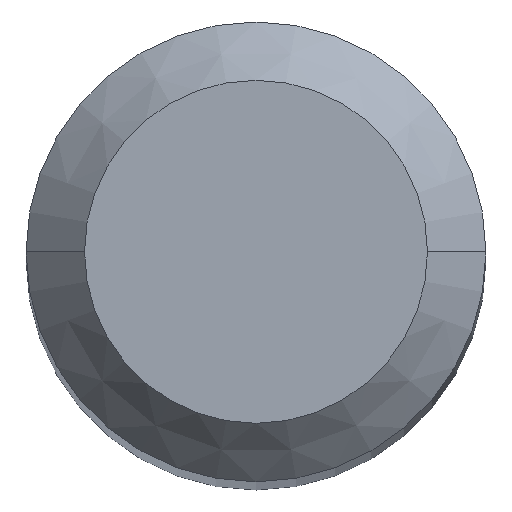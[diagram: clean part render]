
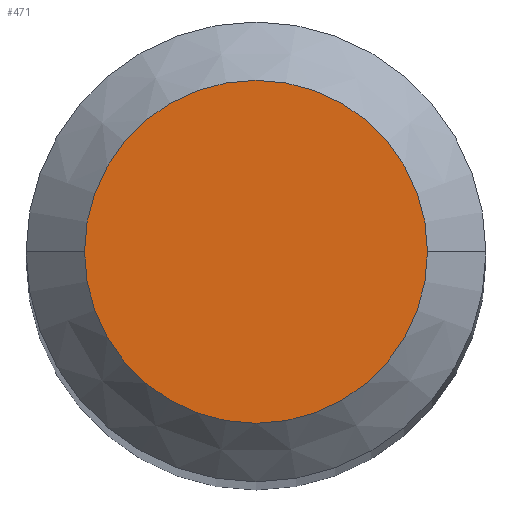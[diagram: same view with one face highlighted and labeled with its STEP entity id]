
A CAD part, top view. The second image highlights one B-rep face of the part: STEP entity #471.
In plain terms, the highlighted planar face has unit normal (0, 0, 1).
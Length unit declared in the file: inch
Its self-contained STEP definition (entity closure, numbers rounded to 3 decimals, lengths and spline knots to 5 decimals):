
#22 = CARTESIAN_POINT ( 'NONE',  ( 0., 0., 1.49606 ) ) ;
#69 = AXIS2_PLACEMENT_3D ( 'NONE', #639, #966, #469 ) ;
#145 = AXIS2_PLACEMENT_3D ( 'NONE', #22, #340, #358 ) ;
#157 = DIRECTION ( 'NONE',  ( 0., 0., 1. ) ) ;
#209 = ORIENTED_EDGE ( 'NONE', *, *, #286, .T. ) ;
#236 = CIRCLE ( 'NONE', #69, 0.04405 ) ;
#257 = PLANE ( 'NONE',  #145 ) ;
#286 = EDGE_CURVE ( 'NONE', #547, #377, #236, .T. ) ;
#338 = EDGE_LOOP ( 'NONE', ( #209, #973 ) ) ;
#340 = DIRECTION ( 'NONE',  ( 0., 0., 1. ) ) ;
#358 = DIRECTION ( 'NONE',  ( 1., 0., 0. ) ) ;
#377 = VERTEX_POINT ( 'NONE', #795 ) ;
#469 = DIRECTION ( 'NONE',  ( 1., 0., 0. ) ) ;
#471 = ADVANCED_FACE ( 'NONE', ( #642 ), #257, .T. ) ;
#542 = CARTESIAN_POINT ( 'NONE',  ( 0., 0., 1.49606 ) ) ;
#547 = VERTEX_POINT ( 'NONE', #969 ) ;
#564 = DIRECTION ( 'NONE',  ( 1., 0., 0. ) ) ;
#567 = CIRCLE ( 'NONE', #861, 0.04405 ) ;
#639 = CARTESIAN_POINT ( 'NONE',  ( 0., 0., 1.49606 ) ) ;
#642 = FACE_OUTER_BOUND ( 'NONE', #338, .T. ) ;
#795 = CARTESIAN_POINT ( 'NONE',  ( 0.04405, 0., 1.49606 ) ) ;
#840 = EDGE_CURVE ( 'NONE', #377, #547, #567, .T. ) ;
#861 = AXIS2_PLACEMENT_3D ( 'NONE', #542, #157, #564 ) ;
#966 = DIRECTION ( 'NONE',  ( 0., 0., 1. ) ) ;
#969 = CARTESIAN_POINT ( 'NONE',  ( -0.04405, 0., 1.49606 ) ) ;
#973 = ORIENTED_EDGE ( 'NONE', *, *, #840, .T. ) ;
